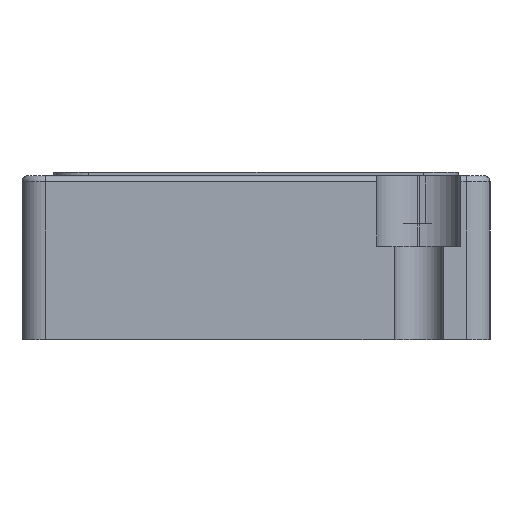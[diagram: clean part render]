
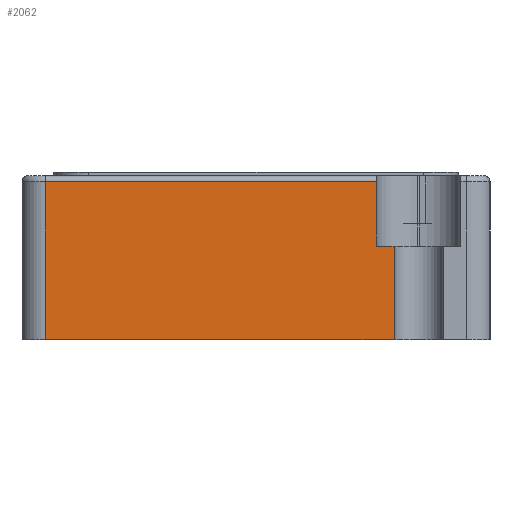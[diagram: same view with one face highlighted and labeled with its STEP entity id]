
A CAD part, left-side view. The second image highlights one B-rep face of the part: STEP entity #2062.
In plain terms, the highlighted planar face has unit normal (-1, 0, 0).
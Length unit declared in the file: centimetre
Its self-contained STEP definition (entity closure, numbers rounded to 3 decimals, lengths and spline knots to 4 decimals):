
#140=VECTOR('',#3316,1.);
#145=VECTOR('',#3328,1.);
#159=VECTOR('',#3378,1.);
#171=VECTOR('',#3405,1.);
#174=VECTOR('',#3411,1.);
#184=VECTOR('',#3436,1.);
#301=LINE('',#2705,#140);
#306=LINE('',#2720,#145);
#320=LINE('',#2773,#159);
#332=LINE('',#2802,#171);
#335=LINE('',#2810,#174);
#345=LINE('',#2837,#184);
#408=PLANE('',#2250);
#613=VERTEX_POINT('',#2714);
#616=VERTEX_POINT('',#2719);
#635=VERTEX_POINT('',#2772);
#643=VERTEX_POINT('',#2801);
#644=VERTEX_POINT('',#2803);
#654=VERTEX_POINT('',#2838);
#981=EDGE_CURVE('',#616,#613,#306,.T.);
#1008=EDGE_CURVE('',#635,#616,#320,.T.);
#1023=EDGE_CURVE('',#644,#643,#332,.T.);
#1027=EDGE_CURVE('',#643,#613,#335,.T.);
#1040=EDGE_CURVE('',#654,#644,#345,.T.);
#1043=EDGE_CURVE('',#635,#654,#301,.T.);
#1507=ORIENTED_EDGE('',*,*,#981,.F.);
#1508=ORIENTED_EDGE('',*,*,#1008,.F.);
#1509=ORIENTED_EDGE('',*,*,#1043,.T.);
#1510=ORIENTED_EDGE('',*,*,#1040,.T.);
#1511=ORIENTED_EDGE('',*,*,#1023,.T.);
#1512=ORIENTED_EDGE('',*,*,#1027,.T.);
#1775=EDGE_LOOP('',(#1507,#1508,#1509,#1510,#1511,#1512));
#1929=FACE_BOUND('',#1775,.T.);
#2062=ADVANCED_FACE('',(#1929),#408,.T.);
#2250=AXIS2_PLACEMENT_3D('',#2698,#3312,$);
#2698=CARTESIAN_POINT('',(-10.,0.,0.));
#2705=CARTESIAN_POINT('',(-10.,2.,0.));
#2714=CARTESIAN_POINT('',(-10.,-1.03,1.35));
#2719=CARTESIAN_POINT('',(-10.,1.8,1.35));
#2720=CARTESIAN_POINT('',(-10.,0.,1.35));
#2772=CARTESIAN_POINT('',(-10.,1.8,0.));
#2773=CARTESIAN_POINT('',(-10.,1.8,0.));
#2801=CARTESIAN_POINT('',(-10.,-1.03,0.8));
#2802=CARTESIAN_POINT('',(-10.,-0.695,0.8));
#2803=CARTESIAN_POINT('',(-10.,-1.18,0.8));
#2810=CARTESIAN_POINT('',(-10.,-1.03,0.7));
#2837=CARTESIAN_POINT('',(-10.,-1.18,0.7));
#2838=CARTESIAN_POINT('',(-10.,-1.18,0.));
#3312=DIRECTION('',(-1.,0.,0.));
#3316=DIRECTION('',(0.,-1.,0.));
#3328=DIRECTION('',(0.,-1.,0.));
#3378=DIRECTION('',(0.,0.,1.));
#3405=DIRECTION('',(0.,1.,0.));
#3411=DIRECTION('',(0.,0.,1.));
#3436=DIRECTION('',(0.,0.,1.));
